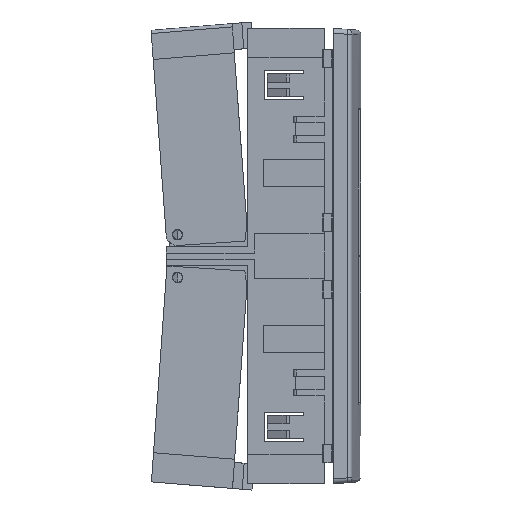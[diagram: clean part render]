
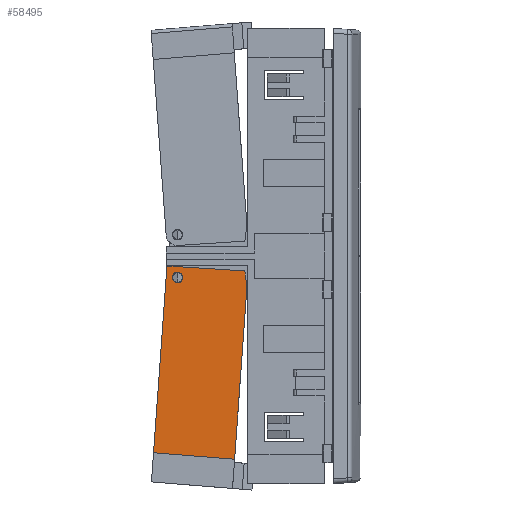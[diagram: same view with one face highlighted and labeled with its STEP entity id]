
A CAD part, left-side view. The second image highlights one B-rep face of the part: STEP entity #58495.
In plain terms, the highlighted face is planar.
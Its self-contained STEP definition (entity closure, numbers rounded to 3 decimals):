
#3436 = DIRECTION ( 'NONE',  ( -0.009, 0.009, -1. ) ) ;
#3606 = DIRECTION ( 'NONE',  ( 0., -1., 0. ) ) ;
#3856 = LINE ( 'NONE', #36152, #52292 ) ;
#4597 = CARTESIAN_POINT ( 'NONE',  ( -30.223, 3.5, -1.875 ) ) ;
#6529 = ORIENTED_EDGE ( 'NONE', *, *, #12218, .T. ) ;
#7212 = CARTESIAN_POINT ( 'NONE',  ( -30.425, 67., -25. ) ) ;
#7789 = LINE ( 'NONE', #7212, #17663 ) ;
#8626 = EDGE_CURVE ( 'NONE', #21740, #39007, #39652, .T. ) ;
#9534 = CARTESIAN_POINT ( 'NONE',  ( -30.223, 3.5, -1.875 ) ) ;
#10240 = EDGE_LOOP ( 'NONE', ( #51863, #6529 ) ) ;
#12083 = EDGE_CURVE ( 'NONE', #39007, #32751, #7789, .T. ) ;
#12218 = EDGE_CURVE ( 'NONE', #33818, #26547, #18985, .T. ) ;
#16854 = DIRECTION ( 'NONE',  ( 0.009, 0.009, 1. ) ) ;
#16906 = CARTESIAN_POINT ( 'NONE',  ( -30.42, 57.995, -24.469 ) ) ;
#17663 = VECTOR ( 'NONE', #3606, 1000. ) ;
#18281 = CARTESIAN_POINT ( 'NONE',  ( -30.223, 3.5, -1.875 ) ) ;
#18985 =( BOUNDED_CURVE ( )  B_SPLINE_CURVE ( 3, ( #9534, #23604, #50819, #41578 ),
 .UNSPECIFIED., .F., .F. ) 
 B_SPLINE_CURVE_WITH_KNOTS ( ( 4, 4 ),
 ( 0., 3.142 ),
 .UNSPECIFIED. ) 
 CURVE ( )  GEOMETRIC_REPRESENTATION_ITEM ( )  RATIONAL_B_SPLINE_CURVE ( ( 1., 0.333, 0.333, 1. ) ) 
 REPRESENTATION_ITEM ( '' )  );
#21599 = CARTESIAN_POINT ( 'NONE',  ( -30.252, 6.75, -5.125 ) ) ;
#21730 = DIRECTION ( 'NONE',  ( 0.009, 0., 1. ) ) ;
#21740 = VERTEX_POINT ( 'NONE', #49150 ) ;
#21943 = ORIENTED_EDGE ( 'NONE', *, *, #12083, .T. ) ;
#22211 = CARTESIAN_POINT ( 'NONE',  ( -30.252, 3.5, -5.125 ) ) ;
#23604 = CARTESIAN_POINT ( 'NONE',  ( -30.223, 0.25, -1.875 ) ) ;
#23988 = LINE ( 'NONE', #55712, #28701 ) ;
#26502 = CARTESIAN_POINT ( 'NONE',  ( -30.425, 67., -25. ) ) ;
#26547 = VERTEX_POINT ( 'NONE', #22211 ) ;
#26781 = FACE_BOUND ( 'NONE', #10240, .T. ) ;
#27380 = DIRECTION ( 'NONE',  ( -1., 0., 0.009 ) ) ;
#27909 = ORIENTED_EDGE ( 'NONE', *, *, #47839, .T. ) ;
#28701 = VECTOR ( 'NONE', #28769, 1000. ) ;
#28769 = DIRECTION ( 'NONE',  ( 0.002, -0.981, 0.196 ) ) ;
#29451 = EDGE_LOOP ( 'NONE', ( #21943, #41724, #27909, #31847, #32234 ) ) ;
#31078 = DIRECTION ( 'NONE',  ( 0., -1., 0. ) ) ;
#31522 = CARTESIAN_POINT ( 'NONE',  ( -30.425, 58., -25. ) ) ;
#31847 = ORIENTED_EDGE ( 'NONE', *, *, #42585, .F. ) ;
#32234 = ORIENTED_EDGE ( 'NONE', *, *, #8626, .T. ) ;
#32751 = VERTEX_POINT ( 'NONE', #56013 ) ;
#32945 = EDGE_CURVE ( 'NONE', #26547, #33818, #51997, .T. ) ;
#33818 = VERTEX_POINT ( 'NONE', #4597 ) ;
#36152 = CARTESIAN_POINT ( 'NONE',  ( -30.207, 67., 0. ) ) ;
#38984 = CARTESIAN_POINT ( 'NONE',  ( -30.416, 0.009, -24.002 ) ) ;
#39007 = VERTEX_POINT ( 'NONE', #31522 ) ;
#39652 = LINE ( 'NONE', #16906, #48109 ) ;
#40314 = CARTESIAN_POINT ( 'NONE',  ( -30.207, 0.218, 0. ) ) ;
#41578 = CARTESIAN_POINT ( 'NONE',  ( -30.252, 3.5, -5.125 ) ) ;
#41724 = ORIENTED_EDGE ( 'NONE', *, *, #55733, .T. ) ;
#42585 = EDGE_CURVE ( 'NONE', #21740, #44087, #3856, .T. ) ;
#43790 = CARTESIAN_POINT ( 'NONE',  ( -30.42, 0.005, -24.415 ) ) ;
#44075 = LINE ( 'NONE', #43790, #50328 ) ;
#44087 = VERTEX_POINT ( 'NONE', #40314 ) ;
#46181 = AXIS2_PLACEMENT_3D ( 'NONE', #26502, #27380, #21730 ) ;
#47839 = EDGE_CURVE ( 'NONE', #50686, #44087, #44075, .T. ) ;
#48109 = VECTOR ( 'NONE', #3436, 1000. ) ;
#49150 = CARTESIAN_POINT ( 'NONE',  ( -30.207, 57.782, 0. ) ) ;
#50328 = VECTOR ( 'NONE', #16854, 1000. ) ;
#50686 = VERTEX_POINT ( 'NONE', #38984 ) ;
#50819 = CARTESIAN_POINT ( 'NONE',  ( -30.252, 0.25, -5.125 ) ) ;
#51863 = ORIENTED_EDGE ( 'NONE', *, *, #32945, .T. ) ;
#51997 =( BOUNDED_CURVE ( )  B_SPLINE_CURVE ( 3, ( #54466, #21599, #58074, #18281 ),
 .UNSPECIFIED., .F., .F. ) 
 B_SPLINE_CURVE_WITH_KNOTS ( ( 4, 4 ),
 ( 3.142, 6.283 ),
 .UNSPECIFIED. ) 
 CURVE ( )  GEOMETRIC_REPRESENTATION_ITEM ( )  RATIONAL_B_SPLINE_CURVE ( ( 1., 0.333, 0.333, 1. ) ) 
 REPRESENTATION_ITEM ( '' )  );
#52292 = VECTOR ( 'NONE', #31078, 1000. ) ;
#54466 = CARTESIAN_POINT ( 'NONE',  ( -30.252, 3.5, -5.125 ) ) ;
#54606 = FACE_OUTER_BOUND ( 'NONE', #29451, .T. ) ;
#55712 = CARTESIAN_POINT ( 'NONE',  ( -30.529, 64.615, -36.923 ) ) ;
#55733 = EDGE_CURVE ( 'NONE', #32751, #50686, #23988, .T. ) ;
#56013 = CARTESIAN_POINT ( 'NONE',  ( -30.425, 5., -25. ) ) ;
#58074 = CARTESIAN_POINT ( 'NONE',  ( -30.223, 6.75, -1.875 ) ) ;
#58489 = PLANE ( 'NONE',  #46181 ) ;
#58495 = ADVANCED_FACE ( 'NONE', ( #26781, #54606 ), #58489, .T. ) ;
